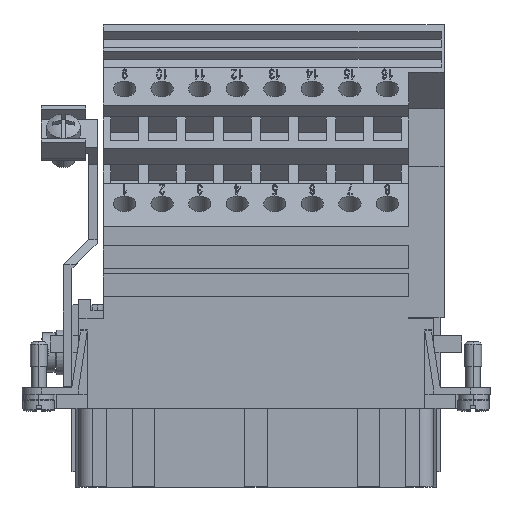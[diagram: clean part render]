
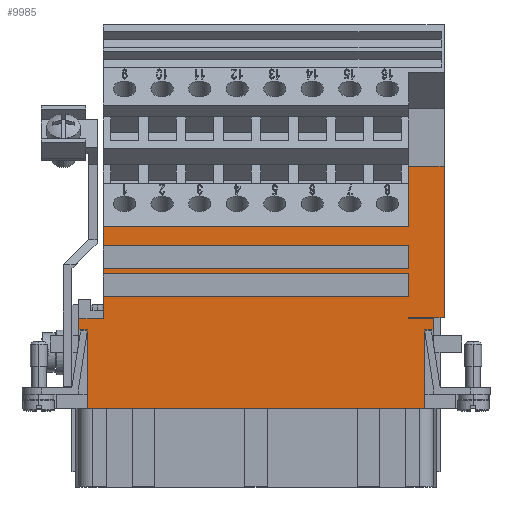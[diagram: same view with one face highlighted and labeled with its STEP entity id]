
A CAD part, top view. The second image highlights one B-rep face of the part: STEP entity #9985.
In plain terms, the highlighted planar face has unit normal (0, 0, 1).
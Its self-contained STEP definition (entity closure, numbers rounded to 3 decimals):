
#6954=CARTESIAN_POINT('',(30.1,0.0,17.));
#6955=VERTEX_POINT('',#6954);
#6962=CARTESIAN_POINT('',(-30.1,0.0,17.0));
#6963=VERTEX_POINT('',#6962);
#6964=CARTESIAN_POINT('',(30.1,0.0,17.));
#6965=DIRECTION('',(-1.0,0.0,0.0));
#6966=VECTOR('',#6965,60.2);
#6967=LINE('',#6964,#6966);
#6968=EDGE_CURVE('',#6955,#6963,#6967,.T.);
#9586=CARTESIAN_POINT('',(-27.25,20.0,17.0));
#9587=VERTEX_POINT('',#9586);
#9594=CARTESIAN_POINT('',(27.25,20.0,17.0));
#9595=VERTEX_POINT('',#9594);
#9596=CARTESIAN_POINT('',(27.25,20.0,17.0));
#9597=DIRECTION('',(-1.0,0.0,0.0));
#9598=VECTOR('',#9597,54.5);
#9599=LINE('',#9596,#9598);
#9600=EDGE_CURVE('',#9595,#9587,#9599,.T.);
#9625=CARTESIAN_POINT('',(27.25,24.0,17.0));
#9626=VERTEX_POINT('',#9625);
#9627=CARTESIAN_POINT('',(27.25,24.0,17.0));
#9628=DIRECTION('',(0.0,-1.0,0.0));
#9629=VECTOR('',#9628,4.0);
#9630=LINE('',#9627,#9629);
#9631=EDGE_CURVE('',#9626,#9595,#9630,.T.);
#9656=CARTESIAN_POINT('',(-27.25,24.0,17.0));
#9657=VERTEX_POINT('',#9656);
#9658=CARTESIAN_POINT('',(-27.25,24.0,17.0));
#9659=DIRECTION('',(1.0,0.0,0.0));
#9660=VECTOR('',#9659,54.5);
#9661=LINE('',#9658,#9660);
#9662=EDGE_CURVE('',#9657,#9626,#9661,.T.);
#9705=CARTESIAN_POINT('',(-27.25,25.0,17.0));
#9706=VERTEX_POINT('',#9705);
#9713=CARTESIAN_POINT('',(27.25,25.0,17.0));
#9714=VERTEX_POINT('',#9713);
#9715=CARTESIAN_POINT('',(27.25,25.0,17.0));
#9716=DIRECTION('',(-1.0,0.0,0.0));
#9717=VECTOR('',#9716,54.5);
#9718=LINE('',#9715,#9717);
#9719=EDGE_CURVE('',#9714,#9706,#9718,.T.);
#9744=CARTESIAN_POINT('',(27.25,29.0,17.0));
#9745=VERTEX_POINT('',#9744);
#9746=CARTESIAN_POINT('',(27.25,29.0,17.0));
#9747=DIRECTION('',(0.0,-1.0,0.0));
#9748=VECTOR('',#9747,4.0);
#9749=LINE('',#9746,#9748);
#9750=EDGE_CURVE('',#9745,#9714,#9749,.T.);
#9775=CARTESIAN_POINT('',(-27.25,29.0,17.0));
#9776=VERTEX_POINT('',#9775);
#9777=CARTESIAN_POINT('',(-27.25,29.0,17.0));
#9778=DIRECTION('',(1.0,0.0,0.0));
#9779=VECTOR('',#9778,54.5);
#9780=LINE('',#9777,#9779);
#9781=EDGE_CURVE('',#9776,#9745,#9780,.T.);
#9809=CARTESIAN_POINT('',(-27.25,0.0,17.0));
#9810=DIRECTION('',(0.0,0.0,1.0));
#9811=DIRECTION('',(1.0,0.0,0.0));
#9812=AXIS2_PLACEMENT_3D('',#9809,#9810,#9811);
#9813=PLANE('',#9812);
#9814=ORIENTED_EDGE('',*,*,#9662,.T.);
#9815=ORIENTED_EDGE('',*,*,#9631,.T.);
#9816=ORIENTED_EDGE('',*,*,#9600,.T.);
#9817=CARTESIAN_POINT('',(-27.25,16.0,17.0));
#9818=VERTEX_POINT('',#9817);
#9819=CARTESIAN_POINT('',(-27.25,16.0,17.0));
#9820=DIRECTION('',(0.0,1.0,0.0));
#9821=VECTOR('',#9820,4.0);
#9822=LINE('',#9819,#9821);
#9823=EDGE_CURVE('',#9818,#9587,#9822,.T.);
#9824=ORIENTED_EDGE('',*,*,#9823,.F.);
#9825=CARTESIAN_POINT('',(-31.6,16.0,17.));
#9826=VERTEX_POINT('',#9825);
#9827=CARTESIAN_POINT('',(-27.25,16.0,17.0));
#9828=DIRECTION('',(-1.0,0.0,0.0));
#9829=VECTOR('',#9828,4.35);
#9830=LINE('',#9827,#9829);
#9831=EDGE_CURVE('',#9818,#9826,#9830,.T.);
#9832=ORIENTED_EDGE('',*,*,#9831,.T.);
#9833=CARTESIAN_POINT('',(-31.6,14.,17.));
#9834=VERTEX_POINT('',#9833);
#9835=CARTESIAN_POINT('',(-31.6,14.,17.));
#9836=DIRECTION('',(0.0,1.0,0.0));
#9837=VECTOR('',#9836,2.);
#9838=LINE('',#9835,#9837);
#9839=EDGE_CURVE('',#9834,#9826,#9838,.T.);
#9840=ORIENTED_EDGE('',*,*,#9839,.F.);
#9841=CARTESIAN_POINT('',(-31.286,14.,17.0));
#9842=VERTEX_POINT('',#9841);
#9843=CARTESIAN_POINT('',(-31.6,14.,17.));
#9844=DIRECTION('',(1.0,0.0,0.0));
#9845=VECTOR('',#9844,0.314);
#9846=LINE('',#9843,#9845);
#9847=EDGE_CURVE('',#9834,#9842,#9846,.T.);
#9848=ORIENTED_EDGE('',*,*,#9847,.T.);
#9849=CARTESIAN_POINT('',(-30.1,14.,17.0));
#9850=VERTEX_POINT('',#9849);
#9851=CARTESIAN_POINT('',(-31.286,14.,17.0));
#9852=DIRECTION('',(1.0,0.0,0.0));
#9853=VECTOR('',#9852,1.186);
#9854=LINE('',#9851,#9853);
#9855=EDGE_CURVE('',#9842,#9850,#9854,.T.);
#9856=ORIENTED_EDGE('',*,*,#9855,.T.);
#9857=CARTESIAN_POINT('',(-30.1,13.818,17.0));
#9858=VERTEX_POINT('',#9857);
#9859=CARTESIAN_POINT('',(-30.1,14.,17.0));
#9860=DIRECTION('',(0.0,-1.0,0.0));
#9861=VECTOR('',#9860,0.182);
#9862=LINE('',#9859,#9861);
#9863=EDGE_CURVE('',#9850,#9858,#9862,.T.);
#9864=ORIENTED_EDGE('',*,*,#9863,.T.);
#9865=CARTESIAN_POINT('',(-30.1,13.818,17.0));
#9866=DIRECTION('',(0.0,-1.0,0.0));
#9867=VECTOR('',#9866,13.818);
#9868=LINE('',#9865,#9867);
#9869=EDGE_CURVE('',#9858,#6963,#9868,.T.);
#9870=ORIENTED_EDGE('',*,*,#9869,.T.);
#9871=ORIENTED_EDGE('',*,*,#6968,.F.);
#9872=CARTESIAN_POINT('',(30.1,13.818,17.0));
#9873=VERTEX_POINT('',#9872);
#9874=CARTESIAN_POINT('',(30.1,0.0,17.));
#9875=DIRECTION('',(0.0,1.0,0.0));
#9876=VECTOR('',#9875,13.818);
#9877=LINE('',#9874,#9876);
#9878=EDGE_CURVE('',#6955,#9873,#9877,.T.);
#9879=ORIENTED_EDGE('',*,*,#9878,.T.);
#9880=CARTESIAN_POINT('',(30.1,14.,17.));
#9881=VERTEX_POINT('',#9880);
#9882=CARTESIAN_POINT('',(30.1,13.818,17.0));
#9883=DIRECTION('',(0.0,1.0,0.0));
#9884=VECTOR('',#9883,0.182);
#9885=LINE('',#9882,#9884);
#9886=EDGE_CURVE('',#9873,#9881,#9885,.T.);
#9887=ORIENTED_EDGE('',*,*,#9886,.T.);
#9888=CARTESIAN_POINT('',(31.286,14.,17.0));
#9889=VERTEX_POINT('',#9888);
#9890=CARTESIAN_POINT('',(30.1,14.,17.));
#9891=DIRECTION('',(1.0,0.0,0.0));
#9892=VECTOR('',#9891,1.186);
#9893=LINE('',#9890,#9892);
#9894=EDGE_CURVE('',#9881,#9889,#9893,.T.);
#9895=ORIENTED_EDGE('',*,*,#9894,.T.);
#9896=CARTESIAN_POINT('',(31.6,14.,17.));
#9897=VERTEX_POINT('',#9896);
#9898=CARTESIAN_POINT('',(31.286,14.,17.0));
#9899=DIRECTION('',(1.0,0.0,0.0));
#9900=VECTOR('',#9899,0.314);
#9901=LINE('',#9898,#9900);
#9902=EDGE_CURVE('',#9889,#9897,#9901,.T.);
#9903=ORIENTED_EDGE('',*,*,#9902,.T.);
#9904=CARTESIAN_POINT('',(31.6,16.0,17.0));
#9905=VERTEX_POINT('',#9904);
#9906=CARTESIAN_POINT('',(31.6,14.,17.));
#9907=DIRECTION('',(0.0,1.0,0.0));
#9908=VECTOR('',#9907,2.);
#9909=LINE('',#9906,#9908);
#9910=EDGE_CURVE('',#9897,#9905,#9909,.T.);
#9911=ORIENTED_EDGE('',*,*,#9910,.T.);
#9912=CARTESIAN_POINT('',(27.25,16.0,17.0));
#9913=VERTEX_POINT('',#9912);
#9914=CARTESIAN_POINT('',(31.6,16.0,17.0));
#9915=DIRECTION('',(-1.0,0.0,0.0));
#9916=VECTOR('',#9915,4.35);
#9917=LINE('',#9914,#9916);
#9918=EDGE_CURVE('',#9905,#9913,#9917,.T.);
#9919=ORIENTED_EDGE('',*,*,#9918,.T.);
#9920=CARTESIAN_POINT('',(27.25,16.2,17.0));
#9921=VERTEX_POINT('',#9920);
#9922=CARTESIAN_POINT('',(27.25,16.2,17.0));
#9923=DIRECTION('',(0.0,-1.0,0.0));
#9924=VECTOR('',#9923,0.2);
#9925=LINE('',#9922,#9924);
#9926=EDGE_CURVE('',#9921,#9913,#9925,.T.);
#9927=ORIENTED_EDGE('',*,*,#9926,.F.);
#9928=CARTESIAN_POINT('',(33.55,16.2,17.0));
#9929=VERTEX_POINT('',#9928);
#9930=CARTESIAN_POINT('',(33.55,16.2,17.0));
#9931=DIRECTION('',(-1.0,0.0,0.0));
#9932=VECTOR('',#9931,6.3);
#9933=LINE('',#9930,#9932);
#9934=EDGE_CURVE('',#9929,#9921,#9933,.T.);
#9935=ORIENTED_EDGE('',*,*,#9934,.F.);
#9936=CARTESIAN_POINT('',(33.55,43.2,17.));
#9937=VERTEX_POINT('',#9936);
#9938=CARTESIAN_POINT('',(33.55,43.2,17.));
#9939=DIRECTION('',(0.0,-1.0,0.0));
#9940=VECTOR('',#9939,27.);
#9941=LINE('',#9938,#9940);
#9942=EDGE_CURVE('',#9937,#9929,#9941,.T.);
#9943=ORIENTED_EDGE('',*,*,#9942,.F.);
#9944=CARTESIAN_POINT('',(27.25,43.2,17.));
#9945=VERTEX_POINT('',#9944);
#9946=CARTESIAN_POINT('',(33.55,43.2,17.));
#9947=DIRECTION('',(-1.0,0.0,0.0));
#9948=VECTOR('',#9947,6.3);
#9949=LINE('',#9946,#9948);
#9950=EDGE_CURVE('',#9937,#9945,#9949,.T.);
#9951=ORIENTED_EDGE('',*,*,#9950,.T.);
#9952=CARTESIAN_POINT('',(27.25,32.5,17.));
#9953=VERTEX_POINT('',#9952);
#9954=CARTESIAN_POINT('',(27.25,43.2,17.));
#9955=DIRECTION('',(0.0,-1.0,0.0));
#9956=VECTOR('',#9955,10.7);
#9957=LINE('',#9954,#9956);
#9958=EDGE_CURVE('',#9945,#9953,#9957,.T.);
#9959=ORIENTED_EDGE('',*,*,#9958,.T.);
#9960=CARTESIAN_POINT('',(-27.25,32.5,17.));
#9961=VERTEX_POINT('',#9960);
#9962=CARTESIAN_POINT('',(27.25,32.5,17.));
#9963=DIRECTION('',(-1.0,0.0,0.0));
#9964=VECTOR('',#9963,54.5);
#9965=LINE('',#9962,#9964);
#9966=EDGE_CURVE('',#9953,#9961,#9965,.T.);
#9967=ORIENTED_EDGE('',*,*,#9966,.T.);
#9968=CARTESIAN_POINT('',(-27.25,29.0,17.0));
#9969=DIRECTION('',(0.0,1.0,0.0));
#9970=VECTOR('',#9969,3.5);
#9971=LINE('',#9968,#9970);
#9972=EDGE_CURVE('',#9776,#9961,#9971,.T.);
#9973=ORIENTED_EDGE('',*,*,#9972,.F.);
#9974=ORIENTED_EDGE('',*,*,#9781,.T.);
#9975=ORIENTED_EDGE('',*,*,#9750,.T.);
#9976=ORIENTED_EDGE('',*,*,#9719,.T.);
#9977=CARTESIAN_POINT('',(-27.25,24.0,17.0));
#9978=DIRECTION('',(0.0,1.0,0.0));
#9979=VECTOR('',#9978,1.0);
#9980=LINE('',#9977,#9979);
#9981=EDGE_CURVE('',#9657,#9706,#9980,.T.);
#9982=ORIENTED_EDGE('',*,*,#9981,.F.);
#9983=EDGE_LOOP('',(#9814,#9815,#9816,#9824,#9832,#9840,#9848,#9856,#9864,#9870,#9871,#9879,#9887,#9895,#9903,#9911,#9919,#9927,#9935,#9943,#9951,#9959,#9967,#9973,#9974,#9975,#9976,#9982));
#9984=FACE_OUTER_BOUND('',#9983,.T.);
#9985=ADVANCED_FACE('',(#9984),#9813,.T.);
